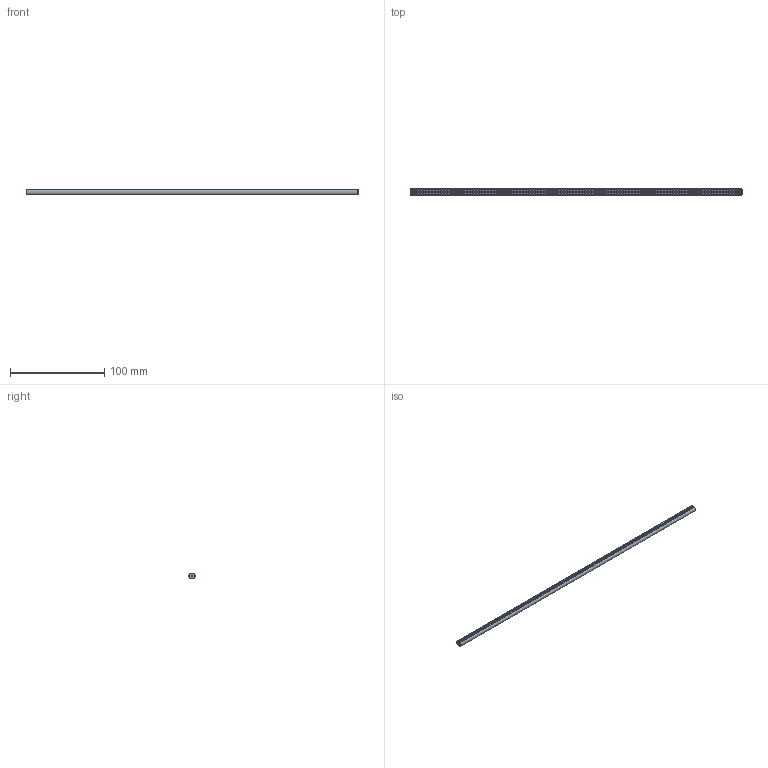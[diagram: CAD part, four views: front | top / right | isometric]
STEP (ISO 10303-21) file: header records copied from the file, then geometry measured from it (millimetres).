
FILE_DESCRIPTION(('FreeCAD Model'),'2;1');
FILE_NAME('Open CASCADE Shape Model','2024-06-18T17:44:03',(''),(''), 'Open CASCADE STEP processor 7.6','FreeCAD','Unknown');
FILE_SCHEMA(('AUTOMOTIVE_DESIGN { 1 0 10303 214 1 1 1 1 }'));
Length unit declared in the file: millimetre
Products named in the file (1): Shaft IDX BU28.25 - SPN-SFT-0233 (stemfie.org)
Bounding box: 353.12 x 6.6 x 5 mm (x, y, z)
Volume: 8060.7 mm3; surface area: 10123.5 mm2
Topology: 1 solids, 1 shells, 1079 faces, 3374 edges, 2096 vertices
Faces by surface type: cylinder 342, plane 317, cone 230, extrusion 190
Full cylindrical faces by diameter (mm): 2 x340
Entity records: 38740 total; most frequent: CARTESIAN_POINT 7690, ORIENTED_EDGE 6748, DIRECTION 6346, EDGE_CURVE 3374, AXIS2_PLACEMENT_3D 2272, VERTEX_POINT 2096, VECTOR 1802, LINE 1612
